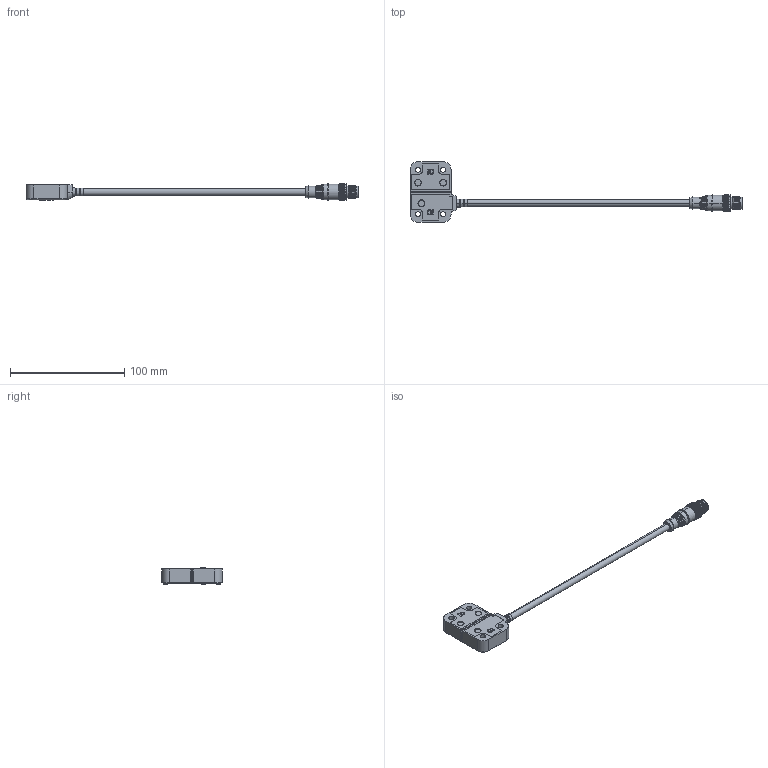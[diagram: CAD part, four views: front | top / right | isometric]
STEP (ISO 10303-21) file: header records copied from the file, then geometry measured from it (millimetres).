
FILE_DESCRIPTION (( 'STEP AP214' ), '1' );
FILE_NAME ('MPR-114008.step', '2017-09-27T16:44:10', ( '' ), ( '' ), 'SwSTEP 2.0', 'SolidWorks 2017', '' );
FILE_SCHEMA (( 'AUTOMOTIVE_DESIGN' ));
Length unit declared in the file: inch
Products named in the file (3): MPR-114008; MPR-114008_1; MPR-114008_2
Assembly tree (2 placements, depth 2):
  MPR-114008
    MPR-114008_1
    MPR-114008_2
Bounding box: 291 x 53 x 14.69 mm (x, y, z)
Volume: 23604.1 mm3; surface area: 23844.6 mm2
Topology: 10 solids, 10 shells, 1468 faces, 3810 edges, 2393 vertices
Faces by surface type: plane 643, cylinder 437, bspline 311, cone 77
Entity records: 54847 total; most frequent: CARTESIAN_POINT 21022, ORIENTED_EDGE 7524, DIRECTION 6295, EDGE_CURVE 3762, VERTEX_POINT 2393, AXIS2_PLACEMENT_3D 2162, VECTOR 1971, LINE 1971
